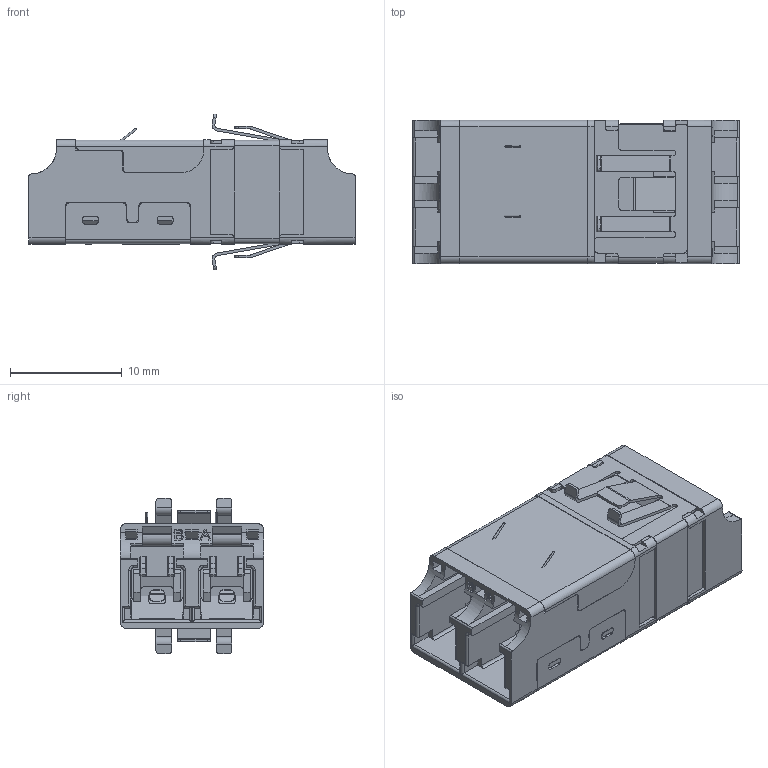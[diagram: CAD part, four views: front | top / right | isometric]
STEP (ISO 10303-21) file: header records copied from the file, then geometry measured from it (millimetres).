
FILE_DESCRIPTION (( 'STEP AP214' ), '1' );
FILE_NAME ('FOA-833-BLU_3D.step', '2023-03-08T22:37:25', ( '' ), ( '' ), 'SwSTEP 2.0', 'SolidWorks 2022', '' );
FILE_SCHEMA (( 'AUTOMOTIVE_DESIGN' ));
Length unit declared in the file: inch
Products named in the file (11): Copy of FOP-0250 Split Sleeve_1^FOA-833-BLU; Copy of STM-0898 LC Duplex (Quad) Slim-Pack Adapter Vertical Stable V2.1^FOA-833-BLU; Copy of STM-0908  LC Duplex (Quad) Slim-Pack Adapter Up Shutter2018.12.03_1^FOA-833-BLU; Copy of STM-0910 LC Duplex Slim-Pack Adapter Down Base2018.12.03_1^FOA-833-BLU; Copy of STM-0912-C LC Duplex  Slim-Pack IS Adapter Up Shutter Spring  V1.0^FOA-833-BLU; FOA-833-BLU_3D; Copy of STM-0900 LC Duplex Slim-Pack Internal Shutter Adapter Housing2018.12.12_1^FOA-833-BLU; Copy of STM-0909 LC Duplex (Quad) Slim-Pack Adapter Down Shutter2018.12.03_1^FOA-833-BLU; Copy of STS-0397  Duplex internal shutter shaft  V1.0_1^FOA-833-BLU; Copy of STM-0857-2 Down Shutter Plate Spring 2018.12.03 ï¼ˆR2.0)_1^FOA-833-BLU; Copy of STM-0906 LC Duplex Adapter Up Base 2018.12.03_1^FOA-833-BLU
Assembly tree (14 placements, depth 2):
  FOA-833-BLU_3D
    Copy of STM-0900 LC Duplex Slim-Pack Internal Shutter Adapter Housing2018.12.12_1^FOA-833-BLU
    Copy of STS-0397  Duplex internal shutter shaft  V1.0_1^FOA-833-BLU
    Copy of STM-0908  LC Duplex (Quad) Slim-Pack Adapter Up Shutter2018.12.03_1^FOA-833-BLU  x2
    Copy of STM-0906 LC Duplex Adapter Up Base 2018.12.03_1^FOA-833-BLU
    Copy of STM-0910 LC Duplex Slim-Pack Adapter Down Base2018.12.03_1^FOA-833-BLU
    Copy of FOP-0250 Split Sleeve_1^FOA-833-BLU  x2
    Copy of STM-0857-2 Down Shutter Plate Spring 2018.12.03 ï¼ˆR2.0)_1^FOA-833-BLU
    Copy of STM-0912-C LC Duplex  Slim-Pack IS Adapter Up Shutter Spring  V1.0^FOA-833-BLU  x2
    Copy of STM-0909 LC Duplex (Quad) Slim-Pack Adapter Down Shutter2018.12.03_1^FOA-833-BLU  x2
    Copy of STM-0898 LC Duplex (Quad) Slim-Pack Adapter Vertical Stable V2.1^FOA-833-BLU
Bounding box: 29.2 x 12.85 x 13.96 mm (x, y, z)
Volume: 1434.1 mm3; surface area: 4679.6 mm2
Topology: 14 solids, 14 shells, 1489 faces, 4110 edges, 2629 vertices
Faces by surface type: plane 758, cylinder 517, bspline 176, cone 38
Entity records: 46498 total; most frequent: CARTESIAN_POINT 14226, ORIENTED_EDGE 7062, DIRECTION 6112, EDGE_CURVE 3531, LINE 2316, VECTOR 2316, VERTEX_POINT 2282, AXIS2_PLACEMENT_3D 1898
